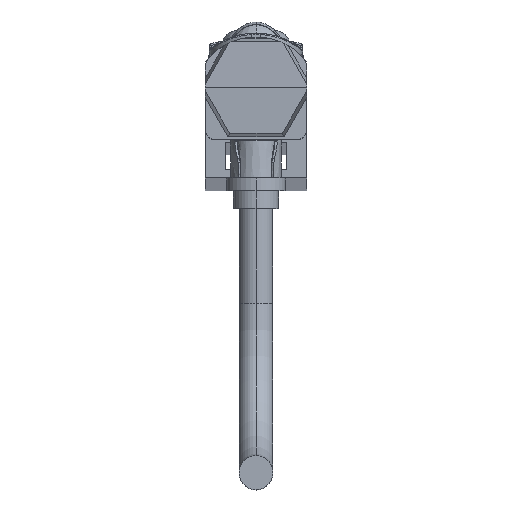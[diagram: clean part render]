
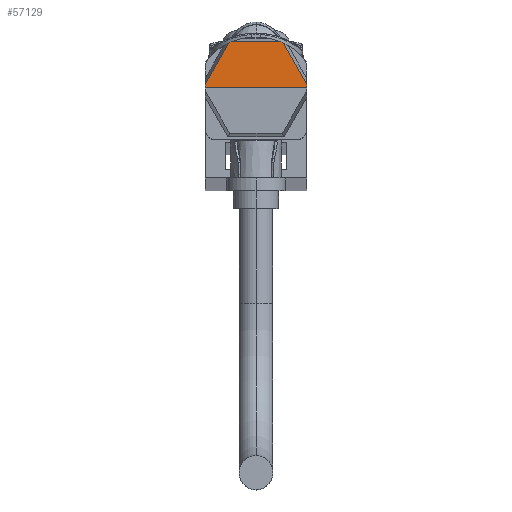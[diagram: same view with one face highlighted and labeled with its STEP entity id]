
A CAD part, top view. The second image highlights one B-rep face of the part: STEP entity #57129.
In plain terms, the highlighted planar face has unit normal (0, 0.018, 1).
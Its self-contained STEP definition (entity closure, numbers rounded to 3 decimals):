
#15483=CARTESIAN_POINT('',(3.161,7.618,439.158));
#15516=CARTESIAN_POINT('',(2.928,7.722,439.156));
#15517=CARTESIAN_POINT('',(3.006,7.689,439.157));
#15518=CARTESIAN_POINT('',(3.084,7.654,439.157));
#15519=CARTESIAN_POINT('',(3.161,7.618,439.158));
#15521=DIRECTION('',(-0.497,0.868,-0.015));
#15522=VECTOR('',#15521,5.7);
#15523=CARTESIAN_POINT('',(5.994,2.673,439.244));
#15524=LINE('',#15523,#15522);
#15525=DIRECTION('',(-0.017,1.,-0.017));
#15526=VECTOR('',#15525,0.323);
#15527=CARTESIAN_POINT('',(6.,2.35,439.25));
#15528=LINE('',#15527,#15526);
#15529=DIRECTION('',(1.,0.,0.));
#15530=VECTOR('',#15529,12.);
#15531=CARTESIAN_POINT('',(-6.,2.35,439.25));
#15532=LINE('',#15531,#15530);
#15533=DIRECTION('',(0.017,1.,-0.017));
#15534=VECTOR('',#15533,0.323);
#15535=CARTESIAN_POINT('',(-6.,2.35,439.25));
#15536=LINE('',#15535,#15534);
#15537=DIRECTION('',(-0.497,-0.868,0.015));
#15538=VECTOR('',#15537,5.7);
#15539=CARTESIAN_POINT('',(-3.161,7.618,
439.158));
#15540=LINE('',#15539,#15538);
#15541=CARTESIAN_POINT('',(-3.161,7.618,
439.158));
#15542=CARTESIAN_POINT('',(-3.084,7.654,
439.157));
#15543=CARTESIAN_POINT('',(-3.006,7.689,
439.157));
#15544=CARTESIAN_POINT('',(-2.927,7.722,
439.156));
#15546=DIRECTION('',(-1.,0.,0.));
#15547=VECTOR('',#15546,5.855);
#15548=CARTESIAN_POINT('',(2.928,7.722,439.156));
#15549=LINE('',#15548,#15547);
#19622=CARTESIAN_POINT('',(2.928,7.722,439.156));
#19628=CARTESIAN_POINT('',(-2.927,7.722,
439.156));
#19638=CARTESIAN_POINT('',(-3.161,7.618,
439.158));
#33053=CARTESIAN_POINT('',(-6.,2.35,439.25));
#33054=VERTEX_POINT('',#33053);
#33055=CARTESIAN_POINT('',(6.,2.35,439.25));
#33056=VERTEX_POINT('',#33055);
#33065=VERTEX_POINT('',#15483);
#33068=CARTESIAN_POINT('',(5.994,2.673,439.244));
#33070=VERTEX_POINT('',#33068);
#33071=VERTEX_POINT('',#19638);
#33074=CARTESIAN_POINT('',(-5.994,2.673,
439.244));
#33076=VERTEX_POINT('',#33074);
#33081=VERTEX_POINT('',#19622);
#33083=VERTEX_POINT('',#19628);
#57109=CARTESIAN_POINT('',(-6.64,2.35,439.25));
#57110=DIRECTION('',(0.,0.017,1.));
#57111=DIRECTION('',(1.,0.,0.));
#57112=AXIS2_PLACEMENT_3D('',#57109,#57110,#57111);
#57113=PLANE('',#57112);
#57114=ORIENTED_EDGE('',*,*,#57070,.T.);
#57115=ORIENTED_EDGE('',*,*,#57050,.F.);
#57116=ORIENTED_EDGE('',*,*,#57028,.F.);
#57118=ORIENTED_EDGE('',*,*,#57117,.F.);
#57120=ORIENTED_EDGE('',*,*,#57119,.T.);
#57122=ORIENTED_EDGE('',*,*,#57121,.F.);
#57124=ORIENTED_EDGE('',*,*,#57123,.T.);
#57126=ORIENTED_EDGE('',*,*,#57125,.F.);
#57127=EDGE_LOOP('',(#57114,#57115,#57116,#57118,#57120,#57122,#57124,#57126));
#57128=FACE_OUTER_BOUND('',#57127,.F.);
#57129=ADVANCED_FACE('',(#57128),#57113,.T.);
#15520=B_SPLINE_CURVE_WITH_KNOTS('',3,(#15516,#15517,#15518,#15519),
.UNSPECIFIED.,.F.,.F.,(4,4),(0.,1.),.UNSPECIFIED.);
#15545=B_SPLINE_CURVE_WITH_KNOTS('',3,(#15541,#15542,#15543,#15544),
.UNSPECIFIED.,.F.,.F.,(4,4),(0.,1.),.UNSPECIFIED.);
#57028=EDGE_CURVE('',#33056,#33070,#15528,.T.);
#57050=EDGE_CURVE('',#33070,#33065,#15524,.T.);
#57070=EDGE_CURVE('',#33081,#33065,#15520,.T.);
#57117=EDGE_CURVE('',#33054,#33056,#15532,.T.);
#57119=EDGE_CURVE('',#33054,#33076,#15536,.T.);
#57121=EDGE_CURVE('',#33071,#33076,#15540,.T.);
#57123=EDGE_CURVE('',#33071,#33083,#15545,.T.);
#57125=EDGE_CURVE('',#33081,#33083,#15549,.T.);
